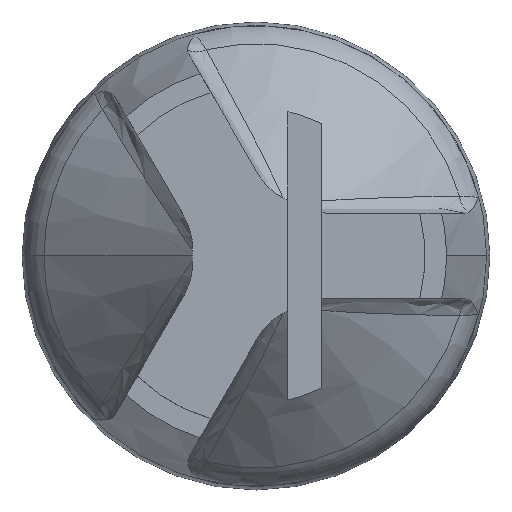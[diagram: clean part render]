
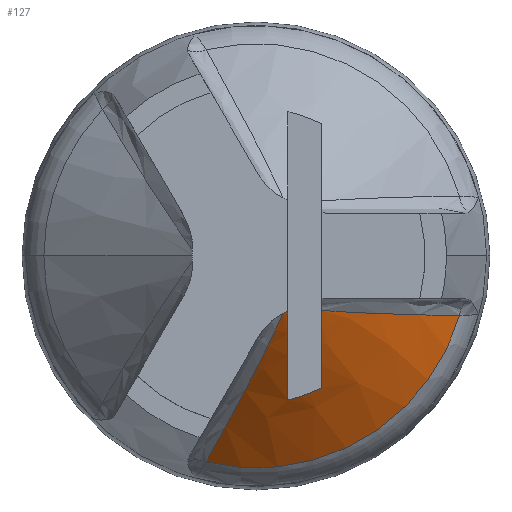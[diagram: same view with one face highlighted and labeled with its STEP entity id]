
A CAD part, top view. The second image highlights one B-rep face of the part: STEP entity #127.
In plain terms, the highlighted conical face has half-angle 48.366 degrees and reference radius 3 mm.
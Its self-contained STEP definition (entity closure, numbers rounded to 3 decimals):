
#25 = CIRCLE ( 'NONE', #372, 6.938 ) ;
#28 = EDGE_CURVE ( 'NONE', #1531, #1286, #25, .T. ) ;
#36 = CARTESIAN_POINT ( 'NONE',  ( 0.677, -3.983, 9.08 ) ) ;
#39 = ORIENTED_EDGE ( 'NONE', *, *, #1719, .T. ) ;
#109 = CARTESIAN_POINT ( 'NONE',  ( 4.212, -2.648, 8.249 ) ) ;
#127 = ADVANCED_FACE ( 'NONE', ( #1186 ), #1082, .T. ) ;
#129 = CARTESIAN_POINT ( 'NONE',  ( 1.116, -3.049, 9.791 ) ) ;
#156 = CARTESIAN_POINT ( 'NONE',  ( 1.5, -4.36, 8.569 ) ) ;
#169 = AXIS2_PLACEMENT_3D ( 'NONE', #1067, #1223, #667 ) ;
#214 = VERTEX_POINT ( 'NONE', #1006 ) ;
#277 = CIRCLE ( 'NONE', #1849, 9.973 ) ;
#305 = AXIS2_PLACEMENT_3D ( 'NONE', #1349, #1167, #492 ) ;
#314 = B_SPLINE_CURVE_WITH_KNOTS ( 'NONE', 3,
 ( #439, #1393, #419, #697, #1255, #109, #1831, #1108 ),
 .UNSPECIFIED., .F., .F.,
 ( 4, 2, 2, 4 ),
 ( 0., 0.004, 0.006, 0.008 ),
 .UNSPECIFIED. ) ;
#315 = CARTESIAN_POINT ( 'NONE',  ( 0., 0., 6.5 ) ) ;
#316 = CARTESIAN_POINT ( 'NONE',  ( 1.5, -3.311, 9.438 ) ) ;
#366 = ORIENTED_EDGE ( 'NONE', *, *, #734, .T. ) ;
#372 = AXIS2_PLACEMENT_3D ( 'NONE', #315, #1018, #983 ) ;
#419 = CARTESIAN_POINT ( 'NONE',  ( 7.45, -2.772, 5.61 ) ) ;
#433 = EDGE_CURVE ( 'NONE', #511, #941, #1325, .T. ) ;
#439 = CARTESIAN_POINT ( 'NONE',  ( 9.569, -2.813, 3.801 ) ) ;
#446 = CARTESIAN_POINT ( 'NONE',  ( 1.5, -4.012, 8.861 ) ) ;
#479 = CARTESIAN_POINT ( 'NONE',  ( 1.5, -2.598, 10. ) ) ;
#492 = DIRECTION ( 'NONE',  ( -1., 0., 0. ) ) ;
#495 = CARTESIAN_POINT ( 'NONE',  ( 3.1, -5.624, 6.963 ) ) ;
#511 = VERTEX_POINT ( 'NONE', #590 ) ;
#518 = DIRECTION ( 'NONE',  ( 1., 0., 0. ) ) ;
#521 = CARTESIAN_POINT ( 'NONE',  ( 3.1, -2.575, 9.084 ) ) ;
#528 = DIRECTION ( 'NONE',  ( 0., 0., 1. ) ) ;
#565 = CARTESIAN_POINT ( 'NONE',  ( 1.266, -2.72, 10. ) ) ;
#577 = CARTESIAN_POINT ( 'NONE',  ( 3.1, -2.575, 9.084 ) ) ;
#584 = CARTESIAN_POINT ( 'NONE',  ( -1.733, -8.585, 4.888 ) ) ;
#590 = CARTESIAN_POINT ( 'NONE',  ( 1.266, -2.72, 10. ) ) ;
#594 = CARTESIAN_POINT ( 'NONE',  ( -0.215, -5.755, 7.552 ) ) ;
#662 = VERTEX_POINT ( 'NONE', #521 ) ;
#667 = DIRECTION ( 'NONE',  ( 1., 0., 0. ) ) ;
#678 = CARTESIAN_POINT ( 'NONE',  ( 3.1, -2.898, 8.901 ) ) ;
#697 = CARTESIAN_POINT ( 'NONE',  ( 5.841, -2.721, 6.942 ) ) ;
#734 = EDGE_CURVE ( 'NONE', #785, #662, #314, .T. ) ;
#779 = CARTESIAN_POINT ( 'NONE',  ( 3.1, -6.206, 6.5 ) ) ;
#785 = VERTEX_POINT ( 'NONE', #1143 ) ;
#869 = CARTESIAN_POINT ( 'NONE',  ( 3.1, -6.206, 6.5 ) ) ;
#888 = CARTESIAN_POINT ( 'NONE',  ( 0.529, -4.285, 8.832 ) ) ;
#911 = CARTESIAN_POINT ( 'NONE',  ( 3.1, -4.136, 8.075 ) ) ;
#941 = VERTEX_POINT ( 'NONE', #1148 ) ;
#951 = CARTESIAN_POINT ( 'NONE',  ( 0.97, -3.365, 9.559 ) ) ;
#983 = DIRECTION ( 'NONE',  ( -1., 0., 0. ) ) ;
#1006 = CARTESIAN_POINT ( 'NONE',  ( -2.348, -9.693, 3.801 ) ) ;
#1011 = CARTESIAN_POINT ( 'NONE',  ( -2.348, -9.693, 3.801 ) ) ;
#1018 = DIRECTION ( 'NONE',  ( 0., 0., 1. ) ) ;
#1020 = CARTESIAN_POINT ( 'NONE',  ( -1.121, -7.469, 5.968 ) ) ;
#1067 = CARTESIAN_POINT ( 'NONE',  ( 0., 0., 10. ) ) ;
#1082 = CONICAL_SURFACE ( 'NONE', #305, 3., 0.844 ) ;
#1108 = CARTESIAN_POINT ( 'NONE',  ( 3.1, -2.575, 9.084 ) ) ;
#1143 = CARTESIAN_POINT ( 'NONE',  ( 9.569, -2.813, 3.801 ) ) ;
#1144 = CARTESIAN_POINT ( 'NONE',  ( 0.085, -5.177, 8.075 ) ) ;
#1146 = B_SPLINE_CURVE_WITH_KNOTS ( 'NONE', 3,
 ( #479, #1576, #316, #446, #156, #1444, #1592, #1458 ),
 .UNSPECIFIED., .F., .F.,
 ( 4, 2, 2, 4 ),
 ( 0.003, 0.004, 0.006, 0.008 ),
 .UNSPECIFIED. ) ;
#1148 = CARTESIAN_POINT ( 'NONE',  ( 1.5, -2.598, 10. ) ) ;
#1157 = ORIENTED_EDGE ( 'NONE', *, *, #1677, .F. ) ;
#1167 = DIRECTION ( 'NONE',  ( 0., 0., -1. ) ) ;
#1186 = FACE_OUTER_BOUND ( 'NONE', #1334, .T. ) ;
#1199 = CARTESIAN_POINT ( 'NONE',  ( 3.1, -3.213, 8.702 ) ) ;
#1203 = ORIENTED_EDGE ( 'NONE', *, *, #1309, .T. ) ;
#1223 = DIRECTION ( 'NONE',  ( 0., 0., 1. ) ) ;
#1239 = CARTESIAN_POINT ( 'NONE',  ( 1.5, -6.773, 6.5 ) ) ;
#1255 = CARTESIAN_POINT ( 'NONE',  ( 5.302, -2.7, 7.382 ) ) ;
#1275 = ORIENTED_EDGE ( 'NONE', *, *, #1730, .F. ) ;
#1286 = VERTEX_POINT ( 'NONE', #869 ) ;
#1309 = EDGE_CURVE ( 'NONE', #214, #785, #277, .T. ) ;
#1325 = CIRCLE ( 'NONE', #169, 3. ) ;
#1334 = EDGE_LOOP ( 'NONE', ( #1203, #366, #1157, #1737, #1275, #1792, #39 ) ) ;
#1335 = CARTESIAN_POINT ( 'NONE',  ( 3.1, -5.037, 7.418 ) ) ;
#1349 = CARTESIAN_POINT ( 'NONE',  ( 0., 0., 10. ) ) ;
#1351 = CARTESIAN_POINT ( 'NONE',  ( 3.1, -3.832, 8.289 ) ) ;
#1393 = CARTESIAN_POINT ( 'NONE',  ( 8.511, -2.795, 4.708 ) ) ;
#1444 = CARTESIAN_POINT ( 'NONE',  ( 1.5, -5.4, 7.689 ) ) ;
#1458 = CARTESIAN_POINT ( 'NONE',  ( 1.5, -6.773, 6.5 ) ) ;
#1531 = VERTEX_POINT ( 'NONE', #1239 ) ;
#1576 = CARTESIAN_POINT ( 'NONE',  ( 1.5, -2.958, 9.723 ) ) ;
#1592 = CARTESIAN_POINT ( 'NONE',  ( 1.5, -6.087, 7.095 ) ) ;
#1663 = B_SPLINE_CURVE_WITH_KNOTS ( 'NONE', 3,
 ( #565, #129, #951, #36, #888, #1144, #594, #1020, #584, #1011 ),
 .UNSPECIFIED., .F., .F.,
 ( 4, 2, 2, 2, 4 ),
 ( 0., 0.001, 0.003, 0.005, 0.01 ),
 .UNSPECIFIED. ) ;
#1677 = EDGE_CURVE ( 'NONE', #1286, #662, #1775, .T. ) ;
#1719 = EDGE_CURVE ( 'NONE', #511, #214, #1663, .T. ) ;
#1730 = EDGE_CURVE ( 'NONE', #941, #1531, #1146, .T. ) ;
#1737 = ORIENTED_EDGE ( 'NONE', *, *, #28, .F. ) ;
#1775 = B_SPLINE_CURVE_WITH_KNOTS ( 'NONE', 3,
 ( #779, #495, #1335, #911, #1351, #1199, #678, #577 ),
 .UNSPECIFIED., .F., .F.,
 ( 4, 2, 2, 4 ),
 ( 0., 0.002, 0.003, 0.004 ),
 .UNSPECIFIED. ) ;
#1792 = ORIENTED_EDGE ( 'NONE', *, *, #433, .F. ) ;
#1795 = CARTESIAN_POINT ( 'NONE',  ( 0., 0., 3.801 ) ) ;
#1831 = CARTESIAN_POINT ( 'NONE',  ( 3.663, -2.617, 8.676 ) ) ;
#1849 = AXIS2_PLACEMENT_3D ( 'NONE', #1795, #528, #518 ) ;
